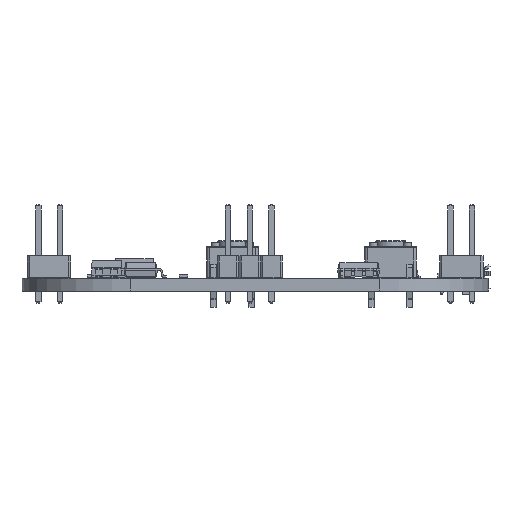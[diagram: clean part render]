
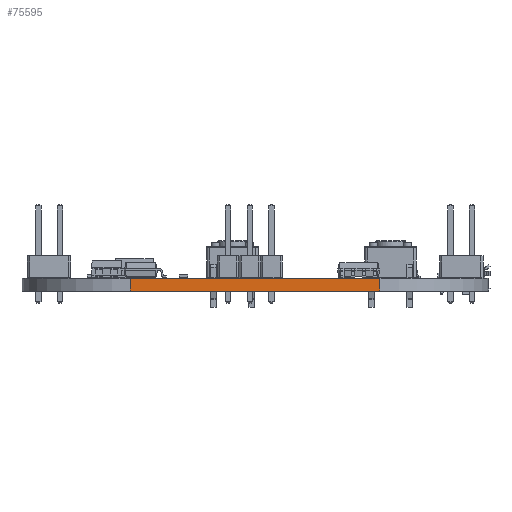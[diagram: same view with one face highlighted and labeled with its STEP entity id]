
A CAD part, front view. The second image highlights one B-rep face of the part: STEP entity #75595.
In plain terms, the highlighted planar face has unit normal (0, -1, 0).
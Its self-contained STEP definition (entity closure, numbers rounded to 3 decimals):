
#72406 = VERTEX_POINT('',#72407);
#72407 = CARTESIAN_POINT('',(42.165,-62.857,0.));
#72414 = EDGE_CURVE('',#72415,#72406,#72417,.T.);
#72415 = VERTEX_POINT('',#72416);
#72416 = CARTESIAN_POINT('',(71.375,-62.857,0.));
#72417 = LINE('',#72418,#72419);
#72418 = CARTESIAN_POINT('',(71.375,-62.857,0.));
#72419 = VECTOR('',#72420,1.);
#72420 = DIRECTION('',(-1.,0.,0.));
#73957 = VERTEX_POINT('',#73958);
#73958 = CARTESIAN_POINT('',(42.165,-62.857,1.51));
#73965 = EDGE_CURVE('',#73966,#73957,#73968,.T.);
#73966 = VERTEX_POINT('',#73967);
#73967 = CARTESIAN_POINT('',(71.375,-62.857,1.51));
#73968 = LINE('',#73969,#73970);
#73969 = CARTESIAN_POINT('',(71.375,-62.857,1.51));
#73970 = VECTOR('',#73971,1.);
#73971 = DIRECTION('',(-1.,0.,0.));
#75567 = EDGE_CURVE('',#72415,#73966,#75568,.T.);
#75568 = LINE('',#75569,#75570);
#75569 = CARTESIAN_POINT('',(71.375,-62.857,0.));
#75570 = VECTOR('',#75571,1.);
#75571 = DIRECTION('',(0.,0.,1.));
#75582 = EDGE_CURVE('',#72406,#73957,#75583,.T.);
#75583 = LINE('',#75584,#75585);
#75584 = CARTESIAN_POINT('',(42.165,-62.857,0.));
#75585 = VECTOR('',#75586,1.);
#75586 = DIRECTION('',(0.,0.,1.));
#75595 = ADVANCED_FACE('',(#75596),#75602,.T.);
#75596 = FACE_BOUND('',#75597,.T.);
#75597 = EDGE_LOOP('',(#75598,#75599,#75600,#75601));
#75598 = ORIENTED_EDGE('',*,*,#75567,.T.);
#75599 = ORIENTED_EDGE('',*,*,#73965,.T.);
#75600 = ORIENTED_EDGE('',*,*,#75582,.F.);
#75601 = ORIENTED_EDGE('',*,*,#72414,.F.);
#75602 = PLANE('',#75603);
#75603 = AXIS2_PLACEMENT_3D('',#75604,#75605,#75606);
#75604 = CARTESIAN_POINT('',(71.375,-62.857,0.));
#75605 = DIRECTION('',(0.,-1.,0.));
#75606 = DIRECTION('',(-1.,0.,0.));
